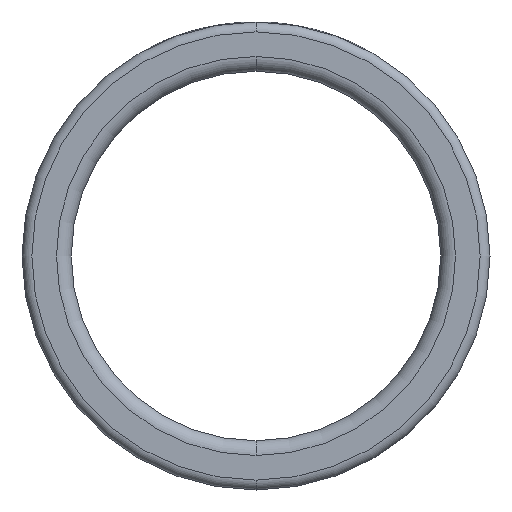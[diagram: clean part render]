
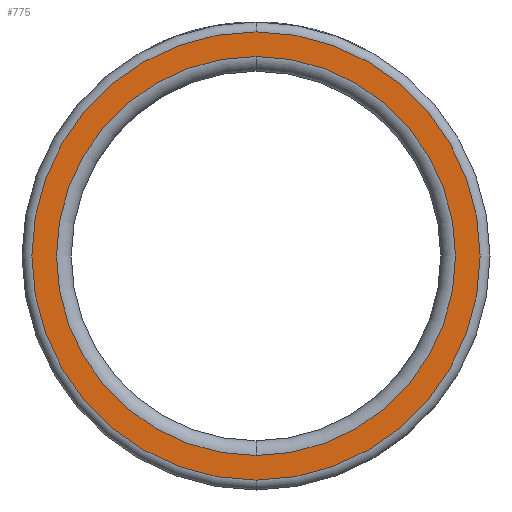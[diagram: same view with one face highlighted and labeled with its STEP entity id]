
A CAD part, front view. The second image highlights one B-rep face of the part: STEP entity #775.
In plain terms, the highlighted planar face has unit normal (0, -1, 0).
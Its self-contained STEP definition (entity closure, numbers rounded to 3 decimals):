
#110 = EDGE_LOOP ( 'NONE', ( #732, #1597 ) ) ;
#120 = DIRECTION ( 'NONE',  ( 0., -1., 0. ) ) ;
#179 = EDGE_LOOP ( 'NONE', ( #1283, #1591 ) ) ;
#232 = CIRCLE ( 'NONE', #427, 40.5 ) ;
#236 = FACE_BOUND ( 'NONE', #179, .T. ) ;
#268 = DIRECTION ( 'NONE',  ( 0., -1., 0. ) ) ;
#315 = CARTESIAN_POINT ( 'NONE',  ( 0., -120., 45.5 ) ) ;
#406 = VERTEX_POINT ( 'NONE', #1285 ) ;
#427 = AXIS2_PLACEMENT_3D ( 'NONE', #925, #268, #2225 ) ;
#599 = FACE_OUTER_BOUND ( 'NONE', #110, .T. ) ;
#666 = EDGE_CURVE ( 'NONE', #406, #1528, #879, .T. ) ;
#729 = DIRECTION ( 'NONE',  ( 0., -1., 0. ) ) ;
#732 = ORIENTED_EDGE ( 'NONE', *, *, #666, .T. ) ;
#750 = PLANE ( 'NONE',  #893 ) ;
#775 = ADVANCED_FACE ( 'NONE', ( #599, #236 ), #750, .T. ) ;
#879 = CIRCLE ( 'NONE', #1410, 45.5 ) ;
#893 = AXIS2_PLACEMENT_3D ( 'NONE', #2299, #1194, #2265 ) ;
#911 = VERTEX_POINT ( 'NONE', #2559 ) ;
#925 = CARTESIAN_POINT ( 'NONE',  ( 0., -120., 0. ) ) ;
#1194 = DIRECTION ( 'NONE',  ( 0., -1., 0. ) ) ;
#1233 = CARTESIAN_POINT ( 'NONE',  ( 0., -120., 0. ) ) ;
#1283 = ORIENTED_EDGE ( 'NONE', *, *, #2162, .F. ) ;
#1285 = CARTESIAN_POINT ( 'NONE',  ( 0., -120., -45.5 ) ) ;
#1410 = AXIS2_PLACEMENT_3D ( 'NONE', #1233, #120, #1443 ) ;
#1443 = DIRECTION ( 'NONE',  ( 0., 0., -1. ) ) ;
#1449 = AXIS2_PLACEMENT_3D ( 'NONE', #2173, #2615, #1766 ) ;
#1528 = VERTEX_POINT ( 'NONE', #315 ) ;
#1559 = VERTEX_POINT ( 'NONE', #2752 ) ;
#1591 = ORIENTED_EDGE ( 'NONE', *, *, #2106, .F. ) ;
#1597 = ORIENTED_EDGE ( 'NONE', *, *, #2316, .T. ) ;
#1766 = DIRECTION ( 'NONE',  ( 0., 0., -1. ) ) ;
#1815 = CARTESIAN_POINT ( 'NONE',  ( 0., -120., 0. ) ) ;
#1849 = CIRCLE ( 'NONE', #1449, 40.5 ) ;
#2106 = EDGE_CURVE ( 'NONE', #1559, #911, #1849, .T. ) ;
#2145 = CIRCLE ( 'NONE', #2656, 45.5 ) ;
#2162 = EDGE_CURVE ( 'NONE', #911, #1559, #232, .T. ) ;
#2173 = CARTESIAN_POINT ( 'NONE',  ( 0., -120., 0. ) ) ;
#2225 = DIRECTION ( 'NONE',  ( 0., 0., -1. ) ) ;
#2265 = DIRECTION ( 'NONE',  ( 0., 0., -1. ) ) ;
#2299 = CARTESIAN_POINT ( 'NONE',  ( 40.5, -120., 0. ) ) ;
#2316 = EDGE_CURVE ( 'NONE', #1528, #406, #2145, .T. ) ;
#2449 = DIRECTION ( 'NONE',  ( 0., 0., -1. ) ) ;
#2559 = CARTESIAN_POINT ( 'NONE',  ( 0., -120., -40.5 ) ) ;
#2615 = DIRECTION ( 'NONE',  ( 0., -1., 0. ) ) ;
#2656 = AXIS2_PLACEMENT_3D ( 'NONE', #1815, #729, #2449 ) ;
#2752 = CARTESIAN_POINT ( 'NONE',  ( 0., -120., 40.5 ) ) ;
